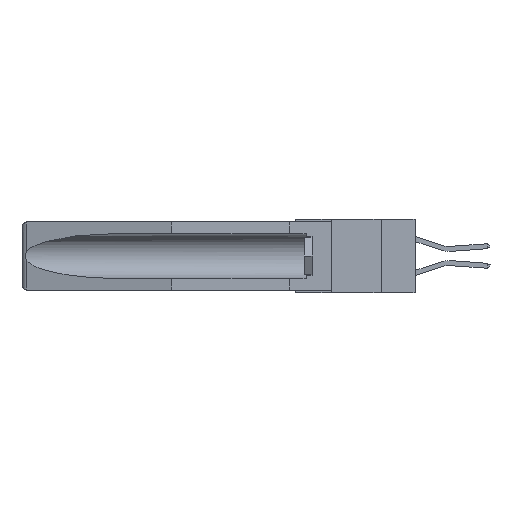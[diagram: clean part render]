
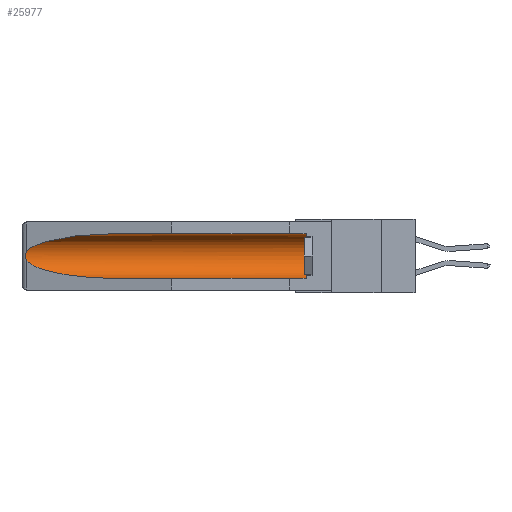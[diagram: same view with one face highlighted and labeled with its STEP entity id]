
A CAD part, left-side view. The second image highlights one B-rep face of the part: STEP entity #25977.
In plain terms, the highlighted cylindrical face has radius 2.857 mm (diameter 5.715 mm), a partial arc.
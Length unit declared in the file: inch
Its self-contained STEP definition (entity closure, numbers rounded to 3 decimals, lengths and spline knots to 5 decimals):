
#202 = B_SPLINE_CURVE_WITH_KNOTS ( 'NONE', 3,
 ( #10288, #1835, #16657, #4169, #18984, #14799, #6116, #23078, #8423, #12674 ),
 .UNSPECIFIED., .F., .F.,
 ( 4, 2, 2, 2, 4 ),
 ( 0., 0.00029, 0.00058, 0.00087, 0.00117 ),
 .UNSPECIFIED. ) ;
#536 = CARTESIAN_POINT ( 'NONE',  ( 0.21114, 1.30732, -0.284 ) ) ;
#620 = CARTESIAN_POINT ( 'NONE',  ( 0.155, 1.07973, -0.284 ) ) ;
#791 = CYLINDRICAL_SURFACE ( 'NONE', #20068, 0.1125 ) ;
#1031 = EDGE_CURVE ( 'NONE', #22247, #7559, #2484, .T. ) ;
#1270 = EDGE_LOOP ( 'NONE', ( #24102, #26914, #9503, #25561, #25161, #19959 ) ) ;
#1427 = DIRECTION ( 'NONE',  ( 0., 1., 0. ) ) ;
#1835 = CARTESIAN_POINT ( 'NONE',  ( 0.26597, 1.52961, -0.15275 ) ) ;
#2156 = EDGE_CURVE ( 'NONE', #22247, #4922, #12016, .T. ) ;
#2484 = CIRCLE ( 'NONE', #10788, 0.1125 ) ;
#2804 = VERTEX_POINT ( 'NONE', #7052 ) ;
#3744 = DIRECTION ( 'NONE',  ( 0., 0., 1. ) ) ;
#4076 = DIRECTION ( 'NONE',  ( 0., 0., 1. ) ) ;
#4147 = CARTESIAN_POINT ( 'NONE',  ( 0.155, -0.30754, -0.284 ) ) ;
#4169 = CARTESIAN_POINT ( 'NONE',  ( 0.2673, 1.5327, -0.16383 ) ) ;
#4922 = VERTEX_POINT ( 'NONE', #22817 ) ;
#5163 = CARTESIAN_POINT ( 'NONE',  ( 0.21114, 1.30732, -0.059 ) ) ;
#5977 = VERTEX_POINT ( 'NONE', #7014 ) ;
#6028 = EDGE_CURVE ( 'NONE', #24064, #4922, #17865, .T. ) ;
#6116 = CARTESIAN_POINT ( 'NONE',  ( 0.2673, 1.53269, -0.17917 ) ) ;
#7014 = CARTESIAN_POINT ( 'NONE',  ( 0.26537, 1.52718, -0.14972 ) ) ;
#7052 = CARTESIAN_POINT ( 'NONE',  ( 0.155, 1.07973, -0.059 ) ) ;
#7375 = CARTESIAN_POINT ( 'NONE',  ( 0.155, 0.126, -0.059 ) ) ;
#7559 = VERTEX_POINT ( 'NONE', #7375 ) ;
#8423 = CARTESIAN_POINT ( 'NONE',  ( 0.26597, 1.5296, -0.19026 ) ) ;
#8580 = DIRECTION ( 'NONE',  ( 0., 1., 0. ) ) ;
#9322 = CARTESIAN_POINT ( 'NONE',  ( 0.25451, 1.48313, -0.24835 ) ) ;
#9503 = ORIENTED_EDGE ( 'NONE', *, *, #6028, .T. ) ;
#10288 = CARTESIAN_POINT ( 'NONE',  ( 0.26537, 1.52718, -0.14972 ) ) ;
#10314 = EDGE_CURVE ( 'NONE', #2804, #5977, #20394, .T. ) ;
#10392 = DIRECTION ( 'NONE',  ( 0., -1., 0. ) ) ;
#10788 = AXIS2_PLACEMENT_3D ( 'NONE', #27477, #10392, #4076 ) ;
#11462 = CARTESIAN_POINT ( 'NONE',  ( 0.26537, 1.52718, -0.14972 ) ) ;
#12016 = LINE ( 'NONE', #4147, #15672 ) ;
#12674 = CARTESIAN_POINT ( 'NONE',  ( 0.26537, 1.52718, -0.19328 ) ) ;
#13228 = CARTESIAN_POINT ( 'NONE',  ( 0.26537, 1.52718, -0.19328 ) ) ;
#13613 = VECTOR ( 'NONE', #22610, 39.37008 ) ;
#14799 = CARTESIAN_POINT ( 'NONE',  ( 0.2675, 1.53308, -0.17534 ) ) ;
#15672 = VECTOR ( 'NONE', #8580, 39.37008 ) ;
#16524 = CARTESIAN_POINT ( 'NONE',  ( 0.155, -0.30754, -0.1715 ) ) ;
#16657 = CARTESIAN_POINT ( 'NONE',  ( 0.26654, 1.53092, -0.15636 ) ) ;
#17865 =( BOUNDED_CURVE ( )  B_SPLINE_CURVE ( 3, ( #13228, #9322, #536, #620 ),
 .UNSPECIFIED., .F., .F. ) 
 B_SPLINE_CURVE_WITH_KNOTS ( ( 4, 4 ),
 ( 0.1948, 1.5708 ),
 .UNSPECIFIED. ) 
 CURVE ( )  GEOMETRIC_REPRESENTATION_ITEM ( )  RATIONAL_B_SPLINE_CURVE ( ( 1., 0.848, 0.848, 1. ) ) 
 REPRESENTATION_ITEM ( '' )  );
#18984 = CARTESIAN_POINT ( 'NONE',  ( 0.2675, 1.53308, -0.16763 ) ) ;
#19470 = CARTESIAN_POINT ( 'NONE',  ( 0.155, 0.126, -0.284 ) ) ;
#19651 = EDGE_CURVE ( 'NONE', #7559, #2804, #20229, .T. ) ;
#19959 = ORIENTED_EDGE ( 'NONE', *, *, #19651, .T. ) ;
#20068 = AXIS2_PLACEMENT_3D ( 'NONE', #16524, #1427, #3744 ) ;
#20229 = LINE ( 'NONE', #22702, #13613 ) ;
#20394 =( BOUNDED_CURVE ( )  B_SPLINE_CURVE ( 3, ( #26395, #5163, #21910, #11462 ),
 .UNSPECIFIED., .F., .T. ) 
 B_SPLINE_CURVE_WITH_KNOTS ( ( 4, 4 ),
 ( 4.71239, 6.08839 ),
 .UNSPECIFIED. ) 
 CURVE ( )  GEOMETRIC_REPRESENTATION_ITEM ( )  RATIONAL_B_SPLINE_CURVE ( ( 1., 0.848, 0.848, 1. ) ) 
 REPRESENTATION_ITEM ( '' )  );
#20527 = EDGE_CURVE ( 'NONE', #5977, #24064, #202, .T. ) ;
#21910 = CARTESIAN_POINT ( 'NONE',  ( 0.25451, 1.48313, -0.09465 ) ) ;
#22247 = VERTEX_POINT ( 'NONE', #19470 ) ;
#22610 = DIRECTION ( 'NONE',  ( 0., 1., 0. ) ) ;
#22702 = CARTESIAN_POINT ( 'NONE',  ( 0.155, -0.30754, -0.059 ) ) ;
#22817 = CARTESIAN_POINT ( 'NONE',  ( 0.155, 1.07973, -0.284 ) ) ;
#23078 = CARTESIAN_POINT ( 'NONE',  ( 0.26655, 1.53094, -0.18657 ) ) ;
#23342 = FACE_OUTER_BOUND ( 'NONE', #1270, .T. ) ;
#24064 = VERTEX_POINT ( 'NONE', #24180 ) ;
#24102 = ORIENTED_EDGE ( 'NONE', *, *, #10314, .T. ) ;
#24180 = CARTESIAN_POINT ( 'NONE',  ( 0.26537, 1.52718, -0.19328 ) ) ;
#25161 = ORIENTED_EDGE ( 'NONE', *, *, #1031, .T. ) ;
#25561 = ORIENTED_EDGE ( 'NONE', *, *, #2156, .F. ) ;
#25977 = ADVANCED_FACE ( 'NONE', ( #23342 ), #791, .F. ) ;
#26395 = CARTESIAN_POINT ( 'NONE',  ( 0.155, 1.07973, -0.059 ) ) ;
#26914 = ORIENTED_EDGE ( 'NONE', *, *, #20527, .T. ) ;
#27477 = CARTESIAN_POINT ( 'NONE',  ( 0.155, 0.126, -0.1715 ) ) ;
